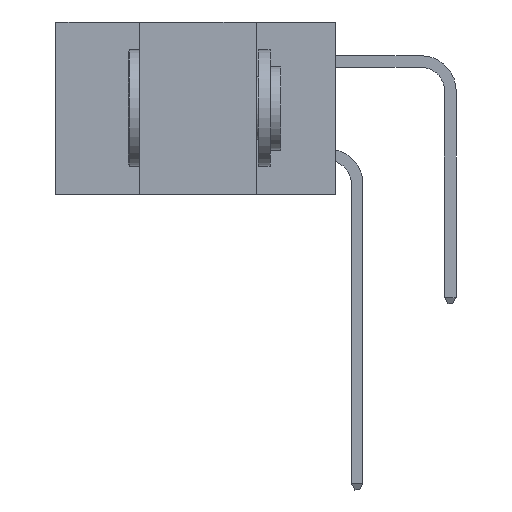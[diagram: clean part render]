
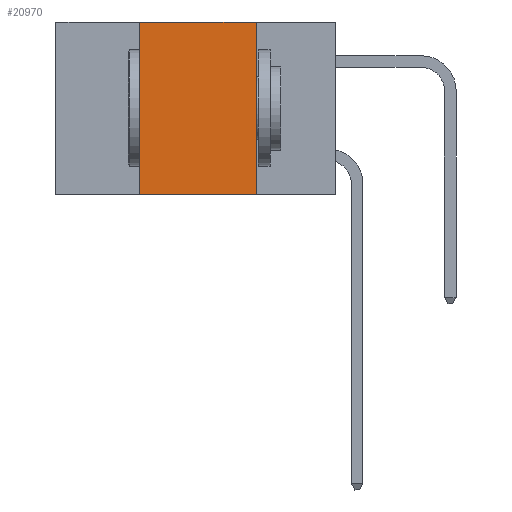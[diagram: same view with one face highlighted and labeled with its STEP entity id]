
A CAD part, left-side view. The second image highlights one B-rep face of the part: STEP entity #20970.
In plain terms, the highlighted planar face has unit normal (-1, 0, 0).
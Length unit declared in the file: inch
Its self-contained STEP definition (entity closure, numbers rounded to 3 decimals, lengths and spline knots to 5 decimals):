
#164 = VERTEX_POINT ( 'NONE', #35657 ) ;
#982 = CARTESIAN_POINT ( 'NONE',  ( 0., 0.42, 0. ) ) ;
#1973 = ORIENTED_EDGE ( 'NONE', *, *, #22676, .T. ) ;
#2462 = DIRECTION ( 'NONE',  ( 0., 0., -1. ) ) ;
#2844 = EDGE_LOOP ( 'NONE', ( #3669, #36855, #13716, #1973 ) ) ;
#2974 = CARTESIAN_POINT ( 'NONE',  ( 0., 0.6, -0.37 ) ) ;
#3481 = EDGE_CURVE ( 'NONE', #15835, #20181, #28748, .T. ) ;
#3669 = ORIENTED_EDGE ( 'NONE', *, *, #8108, .F. ) ;
#5873 = LINE ( 'NONE', #2974, #22261 ) ;
#6029 = FACE_OUTER_BOUND ( 'NONE', #2844, .T. ) ;
#6525 = VECTOR ( 'NONE', #15043, 39.37008 ) ;
#8108 = EDGE_CURVE ( 'NONE', #20181, #25173, #33472, .T. ) ;
#9188 = PLANE ( 'NONE',  #9662 ) ;
#9662 = AXIS2_PLACEMENT_3D ( 'NONE', #14932, #33249, #2462 ) ;
#13321 = CARTESIAN_POINT ( 'NONE',  ( 0., 0.42, 0. ) ) ;
#13567 = DIRECTION ( 'NONE',  ( 0., 0., -1. ) ) ;
#13716 = ORIENTED_EDGE ( 'NONE', *, *, #18845, .F. ) ;
#14932 = CARTESIAN_POINT ( 'NONE',  ( 0., 0.6, 0. ) ) ;
#15043 = DIRECTION ( 'NONE',  ( 0., -1., 0. ) ) ;
#15835 = VERTEX_POINT ( 'NONE', #13321 ) ;
#18845 = EDGE_CURVE ( 'NONE', #164, #15835, #36074, .T. ) ;
#20123 = DIRECTION ( 'NONE',  ( 0., -1., 0. ) ) ;
#20181 = VERTEX_POINT ( 'NONE', #30873 ) ;
#20970 = ADVANCED_FACE ( 'NONE', ( #6029 ), #9188, .F. ) ;
#22261 = VECTOR ( 'NONE', #20123, 39.37008 ) ;
#22676 = EDGE_CURVE ( 'NONE', #164, #25173, #5873, .T. ) ;
#25173 = VERTEX_POINT ( 'NONE', #34983 ) ;
#28748 = LINE ( 'NONE', #29872, #6525 ) ;
#29163 = CARTESIAN_POINT ( 'NONE',  ( 0., 0.17, 0. ) ) ;
#29872 = CARTESIAN_POINT ( 'NONE',  ( 0., 0.6, 0. ) ) ;
#30873 = CARTESIAN_POINT ( 'NONE',  ( 0., 0.17, 0. ) ) ;
#32081 = DIRECTION ( 'NONE',  ( 0., 0., 1. ) ) ;
#33249 = DIRECTION ( 'NONE',  ( 1., 0., 0. ) ) ;
#33472 = LINE ( 'NONE', #29163, #36808 ) ;
#34983 = CARTESIAN_POINT ( 'NONE',  ( 0., 0.17, -0.37 ) ) ;
#35657 = CARTESIAN_POINT ( 'NONE',  ( 0., 0.42, -0.37 ) ) ;
#36074 = LINE ( 'NONE', #982, #37421 ) ;
#36808 = VECTOR ( 'NONE', #13567, 39.37008 ) ;
#36855 = ORIENTED_EDGE ( 'NONE', *, *, #3481, .F. ) ;
#37421 = VECTOR ( 'NONE', #32081, 39.37008 ) ;
